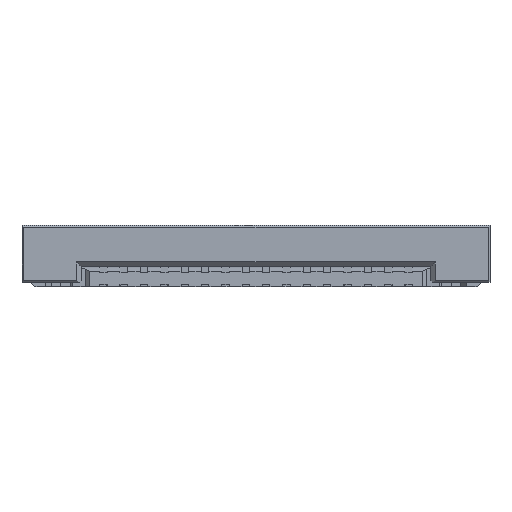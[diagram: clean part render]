
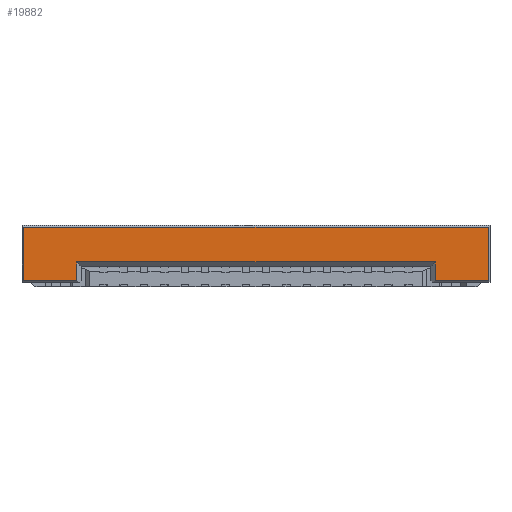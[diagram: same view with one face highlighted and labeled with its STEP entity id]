
A CAD part, top view. The second image highlights one B-rep face of the part: STEP entity #19882.
In plain terms, the highlighted planar face has unit normal (0, 0, 1).
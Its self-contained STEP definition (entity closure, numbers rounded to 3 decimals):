
#7265=DIRECTION('',(0.,-1.,0.));
#7266=VECTOR('',#7265,2.624);
#7267=CARTESIAN_POINT('',(-11.412,2.912,6.7));
#7268=LINE('',#7267,#7266);
#7269=DIRECTION('',(1.,0.,0.));
#7270=VECTOR('',#7269,22.824);
#7271=CARTESIAN_POINT('',(-11.412,2.912,6.7));
#7272=LINE('',#7271,#7270);
#7281=DIRECTION('',(0.,1.,0.));
#7282=VECTOR('',#7281,0.912);
#7283=CARTESIAN_POINT('',(-8.8,0.288,6.7));
#7284=LINE('',#7283,#7282);
#7301=DIRECTION('',(-1.,0.,0.));
#7302=VECTOR('',#7301,17.6);
#7303=CARTESIAN_POINT('',(8.8,1.2,6.7));
#7304=LINE('',#7303,#7302);
#7313=DIRECTION('',(0.,1.,0.));
#7314=VECTOR('',#7313,0.912);
#7315=CARTESIAN_POINT('',(8.8,0.288,6.7));
#7316=LINE('',#7315,#7314);
#7341=DIRECTION('',(1.,0.,0.));
#7342=VECTOR('',#7341,2.612);
#7343=CARTESIAN_POINT('',(8.8,0.288,6.7));
#7344=LINE('',#7343,#7342);
#7353=DIRECTION('',(0.,-1.,0.));
#7354=VECTOR('',#7353,2.624);
#7355=CARTESIAN_POINT('',(11.412,2.912,6.7));
#7356=LINE('',#7355,#7354);
#7441=DIRECTION('',(1.,0.,0.));
#7442=VECTOR('',#7441,2.612);
#7443=CARTESIAN_POINT('',(-11.412,0.288,6.7));
#7444=LINE('',#7443,#7442);
#8524=CARTESIAN_POINT('',(-11.412,0.288,6.7));
#8526=VERTEX_POINT('',#8524);
#8527=CARTESIAN_POINT('',(-11.412,2.912,6.7));
#8528=CARTESIAN_POINT('',(11.412,2.912,6.7));
#8529=VERTEX_POINT('',#8527);
#8530=VERTEX_POINT('',#8528);
#8545=CARTESIAN_POINT('',(-8.8,0.288,6.7));
#8546=CARTESIAN_POINT('',(-8.8,1.2,6.7));
#8547=VERTEX_POINT('',#8545);
#8548=VERTEX_POINT('',#8546);
#8557=CARTESIAN_POINT('',(8.8,1.2,6.7));
#8558=VERTEX_POINT('',#8557);
#8561=CARTESIAN_POINT('',(8.8,0.288,6.7));
#8562=VERTEX_POINT('',#8561);
#8569=CARTESIAN_POINT('',(11.412,0.288,6.7));
#8570=VERTEX_POINT('',#8569);
#19861=CARTESIAN_POINT('',(-11.5,3.,6.7));
#19862=DIRECTION('',(0.,0.,1.));
#19863=DIRECTION('',(0.,-1.,0.));
#19864=AXIS2_PLACEMENT_3D('',#19861,#19862,#19863);
#19865=PLANE('',#19864);
#19867=ORIENTED_EDGE('',*,*,#19866,.F.);
#19869=ORIENTED_EDGE('',*,*,#19868,.F.);
#19870=ORIENTED_EDGE('',*,*,#19839,.F.);
#19871=ORIENTED_EDGE('',*,*,#19851,.T.);
#19873=ORIENTED_EDGE('',*,*,#19872,.T.);
#19875=ORIENTED_EDGE('',*,*,#19874,.F.);
#19877=ORIENTED_EDGE('',*,*,#19876,.T.);
#19879=ORIENTED_EDGE('',*,*,#19878,.T.);
#19880=EDGE_LOOP('',(#19867,#19869,#19870,#19871,#19873,#19875,#19877,#19879));
#19881=FACE_OUTER_BOUND('',#19880,.F.);
#19882=ADVANCED_FACE('',(#19881),#19865,.T.);
#19839=EDGE_CURVE('',#8529,#8526,#7268,.T.);
#19851=EDGE_CURVE('',#8529,#8530,#7272,.T.);
#19866=EDGE_CURVE('',#8547,#8548,#7284,.T.);
#19868=EDGE_CURVE('',#8526,#8547,#7444,.T.);
#19872=EDGE_CURVE('',#8530,#8570,#7356,.T.);
#19874=EDGE_CURVE('',#8562,#8570,#7344,.T.);
#19876=EDGE_CURVE('',#8562,#8558,#7316,.T.);
#19878=EDGE_CURVE('',#8558,#8548,#7304,.T.);
